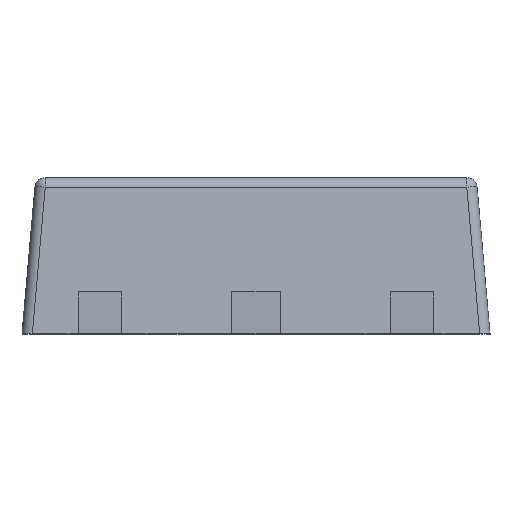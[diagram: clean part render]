
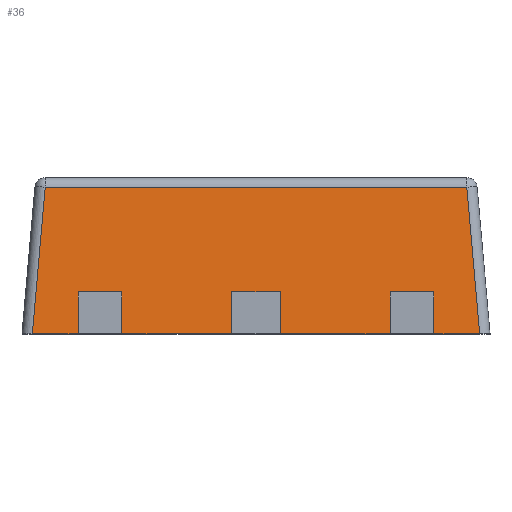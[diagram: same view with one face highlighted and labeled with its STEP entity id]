
A CAD part, top view. The second image highlights one B-rep face of the part: STEP entity #36.
In plain terms, the highlighted planar face has unit normal (0, 0.087, 0.996).
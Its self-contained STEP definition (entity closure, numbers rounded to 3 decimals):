
#12 = DIRECTION ( 'NONE',  ( -1., 0., 0. ) ) ;
#16 = CARTESIAN_POINT ( 'NONE',  ( 0.235, 0., 1.25 ) ) ;
#34 = DIRECTION ( 'NONE',  ( -0.087, -0.992, 0.087 ) ) ;
#36 = ADVANCED_FACE ( 'NONE', ( #626 ), #603, .T. ) ;
#39 = EDGE_LOOP ( 'NONE', ( #1184, #973, #750, #61, #1192, #798, #1137, #937, #665, #1130, #472, #1319, #854, #379, #552, #1312 ) ) ;
#46 = CARTESIAN_POINT ( 'NONE',  ( 1.71, 0., 1.25 ) ) ;
#48 = VECTOR ( 'NONE', #537, 1000. ) ;
#55 = VERTEX_POINT ( 'NONE', #46 ) ;
#61 = ORIENTED_EDGE ( 'NONE', *, *, #433, .T. ) ;
#69 = CARTESIAN_POINT ( 'NONE',  ( -1.71, 0., 1.25 ) ) ;
#89 = CARTESIAN_POINT ( 'NONE',  ( 2.25, 0., 1.25 ) ) ;
#151 = EDGE_CURVE ( 'NONE', #479, #436, #812, .T. ) ;
#189 = VERTEX_POINT ( 'NONE', #721 ) ;
#192 = LINE ( 'NONE', #1296, #1272 ) ;
#205 = CARTESIAN_POINT ( 'NONE',  ( -2.15, 0., 1.25 ) ) ;
#210 = LINE ( 'NONE', #737, #467 ) ;
#215 = LINE ( 'NONE', #388, #734 ) ;
#226 = EDGE_CURVE ( 'NONE', #189, #865, #797, .T. ) ;
#233 = CARTESIAN_POINT ( 'NONE',  ( -2.119, 1.409, 1.127 ) ) ;
#273 = AXIS2_PLACEMENT_3D ( 'NONE', #897, #905, #494 ) ;
#275 = VECTOR ( 'NONE', #836, 1000. ) ;
#282 = CARTESIAN_POINT ( 'NONE',  ( 2.027, 1.409, 1.127 ) ) ;
#287 = DIRECTION ( 'NONE',  ( 1., 0., 0. ) ) ;
#316 = EDGE_CURVE ( 'NONE', #455, #1256, #1170, .T. ) ;
#341 = CARTESIAN_POINT ( 'NONE',  ( -1.71, 0.4, 1.215 ) ) ;
#358 = EDGE_CURVE ( 'NONE', #1320, #958, #815, .T. ) ;
#379 = ORIENTED_EDGE ( 'NONE', *, *, #151, .T. ) ;
#388 = CARTESIAN_POINT ( 'NONE',  ( 1.71, 0., 1.25 ) ) ;
#401 = VECTOR ( 'NONE', #664, 1000. ) ;
#433 = EDGE_CURVE ( 'NONE', #865, #760, #1054, .T. ) ;
#436 = VERTEX_POINT ( 'NONE', #772 ) ;
#449 = EDGE_CURVE ( 'NONE', #760, #1059, #687, .T. ) ;
#455 = VERTEX_POINT ( 'NONE', #341 ) ;
#467 = VECTOR ( 'NONE', #945, 1000. ) ;
#468 = VERTEX_POINT ( 'NONE', #628 ) ;
#472 = ORIENTED_EDGE ( 'NONE', *, *, #1050, .F. ) ;
#474 = VECTOR ( 'NONE', #786, 1000. ) ;
#475 = DIRECTION ( 'NONE',  ( 0., 0.996, -0.087 ) ) ;
#479 = VERTEX_POINT ( 'NONE', #1140 ) ;
#494 = DIRECTION ( 'NONE',  ( 0., -0.996, 0.087 ) ) ;
#537 = DIRECTION ( 'NONE',  ( 1., 0., 0. ) ) ;
#552 = ORIENTED_EDGE ( 'NONE', *, *, #1297, .F. ) ;
#593 = VERTEX_POINT ( 'NONE', #851 ) ;
#603 = PLANE ( 'NONE',  #273 ) ;
#626 = FACE_OUTER_BOUND ( 'NONE', #39, .T. ) ;
#628 = CARTESIAN_POINT ( 'NONE',  ( -0.235, 0.4, 1.215 ) ) ;
#636 = CARTESIAN_POINT ( 'NONE',  ( 2.25, 0., 1.25 ) ) ;
#650 = EDGE_CURVE ( 'NONE', #1103, #769, #870, .T. ) ;
#664 = DIRECTION ( 'NONE',  ( 0., 0.996, -0.087 ) ) ;
#665 = ORIENTED_EDGE ( 'NONE', *, *, #1282, .F. ) ;
#687 = LINE ( 'NONE', #1189, #1278 ) ;
#694 = CARTESIAN_POINT ( 'NONE',  ( 1.29, 0.4, 1.215 ) ) ;
#708 = EDGE_CURVE ( 'NONE', #593, #468, #192, .T. ) ;
#711 = CARTESIAN_POINT ( 'NONE',  ( -0.235, 0., 1.25 ) ) ;
#721 = CARTESIAN_POINT ( 'NONE',  ( 2.15, 0., 1.25 ) ) ;
#734 = VECTOR ( 'NONE', #1109, 1000. ) ;
#737 = CARTESIAN_POINT ( 'NONE',  ( -0.235, 0., 1.25 ) ) ;
#739 = DIRECTION ( 'NONE',  ( 0., -0.996, 0.087 ) ) ;
#750 = ORIENTED_EDGE ( 'NONE', *, *, #226, .T. ) ;
#756 = VECTOR ( 'NONE', #475, 1000. ) ;
#760 = VERTEX_POINT ( 'NONE', #879 ) ;
#769 = VERTEX_POINT ( 'NONE', #694 ) ;
#772 = CARTESIAN_POINT ( 'NONE',  ( 1.29, 0., 1.25 ) ) ;
#773 = DIRECTION ( 'NONE',  ( -1., 0., 0. ) ) ;
#774 = VERTEX_POINT ( 'NONE', #880 ) ;
#778 = EDGE_CURVE ( 'NONE', #55, #1103, #215, .T. ) ;
#786 = DIRECTION ( 'NONE',  ( 0., -0.996, 0.087 ) ) ;
#797 = LINE ( 'NONE', #1146, #1262 ) ;
#798 = ORIENTED_EDGE ( 'NONE', *, *, #913, .T. ) ;
#812 = LINE ( 'NONE', #921, #275 ) ;
#815 = LINE ( 'NONE', #636, #48 ) ;
#825 = LINE ( 'NONE', #903, #1289 ) ;
#836 = DIRECTION ( 'NONE',  ( 1., 0., 0. ) ) ;
#851 = CARTESIAN_POINT ( 'NONE',  ( 0.235, 0.4, 1.215 ) ) ;
#854 = ORIENTED_EDGE ( 'NONE', *, *, #1183, .F. ) ;
#865 = VERTEX_POINT ( 'NONE', #282 ) ;
#866 = EDGE_CURVE ( 'NONE', #774, #455, #825, .T. ) ;
#870 = LINE ( 'NONE', #1087, #884 ) ;
#879 = CARTESIAN_POINT ( 'NONE',  ( -2.027, 1.409, 1.127 ) ) ;
#880 = CARTESIAN_POINT ( 'NONE',  ( -1.29, 0.4, 1.215 ) ) ;
#884 = VECTOR ( 'NONE', #1200, 1000. ) ;
#897 = CARTESIAN_POINT ( 'NONE',  ( 2.25, 0., 1.25 ) ) ;
#903 = CARTESIAN_POINT ( 'NONE',  ( 2.25, 0.4, 1.215 ) ) ;
#905 = DIRECTION ( 'NONE',  ( 0., 0.087, 0.996 ) ) ;
#910 = VECTOR ( 'NONE', #739, 1000. ) ;
#913 = EDGE_CURVE ( 'NONE', #1059, #1256, #983, .T. ) ;
#921 = CARTESIAN_POINT ( 'NONE',  ( 2.25, 0., 1.25 ) ) ;
#937 = ORIENTED_EDGE ( 'NONE', *, *, #866, .F. ) ;
#945 = DIRECTION ( 'NONE',  ( 0., -0.996, 0.087 ) ) ;
#951 = LINE ( 'NONE', #16, #401 ) ;
#958 = VERTEX_POINT ( 'NONE', #711 ) ;
#973 = ORIENTED_EDGE ( 'NONE', *, *, #1231, .T. ) ;
#983 = LINE ( 'NONE', #89, #1257 ) ;
#1001 = CARTESIAN_POINT ( 'NONE',  ( 2.25, 0., 1.25 ) ) ;
#1020 = LINE ( 'NONE', #1311, #756 ) ;
#1043 = CARTESIAN_POINT ( 'NONE',  ( 1.71, 0.4, 1.215 ) ) ;
#1050 = EDGE_CURVE ( 'NONE', #468, #958, #210, .T. ) ;
#1052 = LINE ( 'NONE', #1226, #474 ) ;
#1054 = LINE ( 'NONE', #233, #1334 ) ;
#1059 = VERTEX_POINT ( 'NONE', #205 ) ;
#1087 = CARTESIAN_POINT ( 'NONE',  ( 2.25, 0.4, 1.215 ) ) ;
#1103 = VERTEX_POINT ( 'NONE', #1043 ) ;
#1109 = DIRECTION ( 'NONE',  ( 0., 0.996, -0.087 ) ) ;
#1114 = CARTESIAN_POINT ( 'NONE',  ( -1.29, 0., 1.25 ) ) ;
#1116 = DIRECTION ( 'NONE',  ( -1., 0., 0. ) ) ;
#1130 = ORIENTED_EDGE ( 'NONE', *, *, #358, .T. ) ;
#1137 = ORIENTED_EDGE ( 'NONE', *, *, #316, .F. ) ;
#1140 = CARTESIAN_POINT ( 'NONE',  ( 0.235, 0., 1.25 ) ) ;
#1146 = CARTESIAN_POINT ( 'NONE',  ( 2.151, -0.009, 1.251 ) ) ;
#1170 = LINE ( 'NONE', #1267, #910 ) ;
#1183 = EDGE_CURVE ( 'NONE', #479, #593, #951, .T. ) ;
#1184 = ORIENTED_EDGE ( 'NONE', *, *, #778, .F. ) ;
#1189 = CARTESIAN_POINT ( 'NONE',  ( -2.117, 0.379, 1.217 ) ) ;
#1192 = ORIENTED_EDGE ( 'NONE', *, *, #449, .T. ) ;
#1200 = DIRECTION ( 'NONE',  ( -1., 0., 0. ) ) ;
#1226 = CARTESIAN_POINT ( 'NONE',  ( 1.29, 0., 1.25 ) ) ;
#1231 = EDGE_CURVE ( 'NONE', #55, #189, #1277, .T. ) ;
#1256 = VERTEX_POINT ( 'NONE', #69 ) ;
#1257 = VECTOR ( 'NONE', #287, 1000. ) ;
#1262 = VECTOR ( 'NONE', #1342, 1000. ) ;
#1267 = CARTESIAN_POINT ( 'NONE',  ( -1.71, 0., 1.25 ) ) ;
#1272 = VECTOR ( 'NONE', #773, 1000. ) ;
#1277 = LINE ( 'NONE', #1001, #1307 ) ;
#1278 = VECTOR ( 'NONE', #34, 1000. ) ;
#1282 = EDGE_CURVE ( 'NONE', #1320, #774, #1020, .T. ) ;
#1289 = VECTOR ( 'NONE', #1116, 1000. ) ;
#1296 = CARTESIAN_POINT ( 'NONE',  ( 2.25, 0.4, 1.215 ) ) ;
#1297 = EDGE_CURVE ( 'NONE', #769, #436, #1052, .T. ) ;
#1307 = VECTOR ( 'NONE', #1321, 1000. ) ;
#1311 = CARTESIAN_POINT ( 'NONE',  ( -1.29, 0., 1.25 ) ) ;
#1312 = ORIENTED_EDGE ( 'NONE', *, *, #650, .F. ) ;
#1319 = ORIENTED_EDGE ( 'NONE', *, *, #708, .F. ) ;
#1320 = VERTEX_POINT ( 'NONE', #1114 ) ;
#1321 = DIRECTION ( 'NONE',  ( 1., 0., 0. ) ) ;
#1334 = VECTOR ( 'NONE', #12, 1000. ) ;
#1342 = DIRECTION ( 'NONE',  ( -0.087, 0.992, -0.087 ) ) ;
